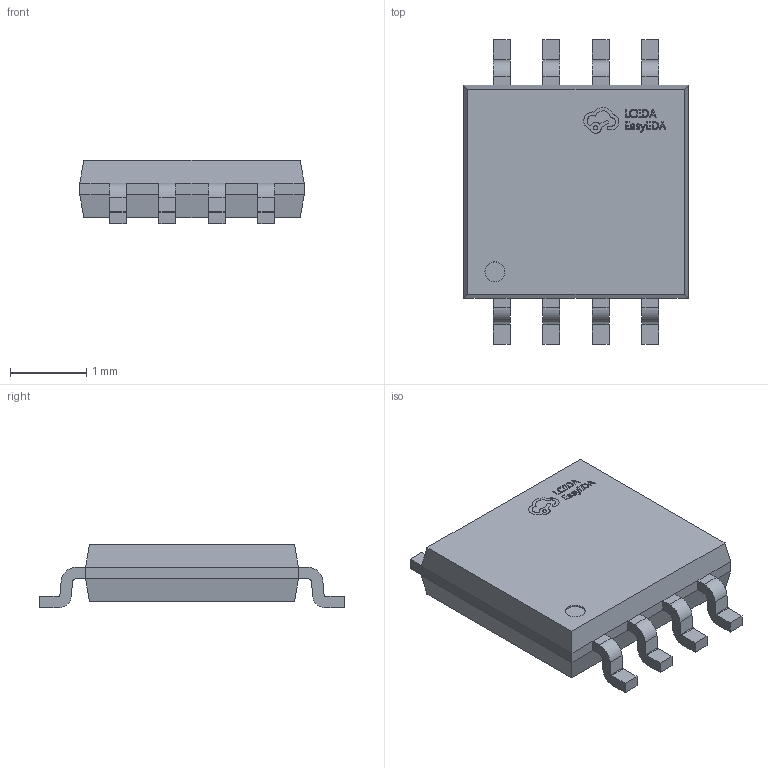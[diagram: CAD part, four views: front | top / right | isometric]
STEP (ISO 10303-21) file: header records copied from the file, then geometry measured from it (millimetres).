
FILE_DESCRIPTION (( 'STEP AP214' ), '1' );
FILE_NAME ('SM-8_L3.0-W2.8-P0.65-LS4.0-BL.step', '2022-07-05T10:50:19', ( '' ), ( '' ), 'SwSTEP 2.0', 'SolidWorks 2020', '' );
FILE_SCHEMA (( 'AUTOMOTIVE_DESIGN' ));
Length unit declared in the file: millimetre
Products named in the file (1): SM-8_L3.0-W2.8-P0.65-LS4.0-BL
Bounding box: 2.95 x 4 x 0.83 mm (x, y, z)
Volume: 6.2 mm3; surface area: 29.1 mm2
Topology: 1 solids, 1 shells, 353 faces, 953 edges, 622 vertices
Faces by surface type: plane 221, bspline 98, cylinder 34
Entity records: 15384 total; most frequent: CARTESIAN_POINT 3235, ORIENTED_EDGE 1906, DIRECTION 1333, EDGE_CURVE 953, LINE 685, VECTOR 685, VERTEX_POINT 622, EDGE_LOOP 373
